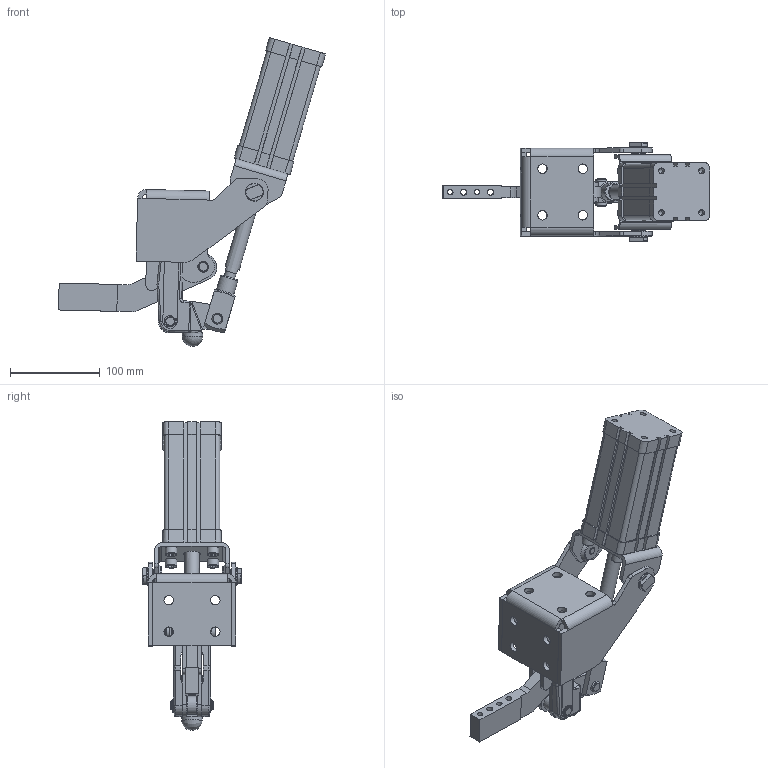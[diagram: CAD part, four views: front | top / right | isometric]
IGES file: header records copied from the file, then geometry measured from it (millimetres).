
Global section: file name: No Iges File Name specified; native system: AutoDesk Inventor R6.1; preprocessor: AutoDesk Inventor Iges Exporter R6.1; author: No Author specified; organization: No Organization specified; date: 20050928.134417; units: millimetre
Bounding box: 297.41 x 110 x 344.1 mm (x, y, z)
Surface area: 222422.4 mm2 (no closed solid volume)
Topology: 0 solids, 0 shells, 2298 faces, 12984 edges, 12787 vertices
Faces by surface type: plane 1628, revolution 593, bspline 77
